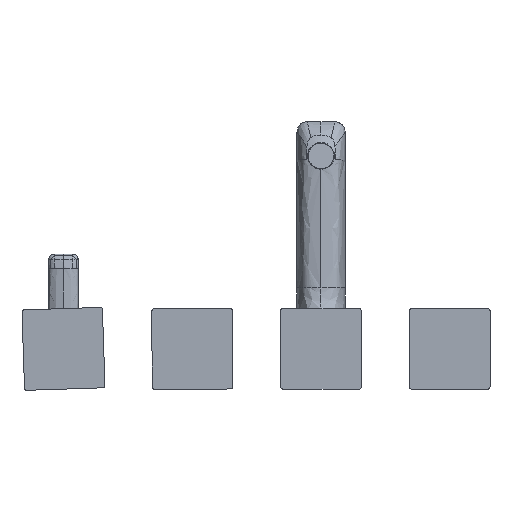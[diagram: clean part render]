
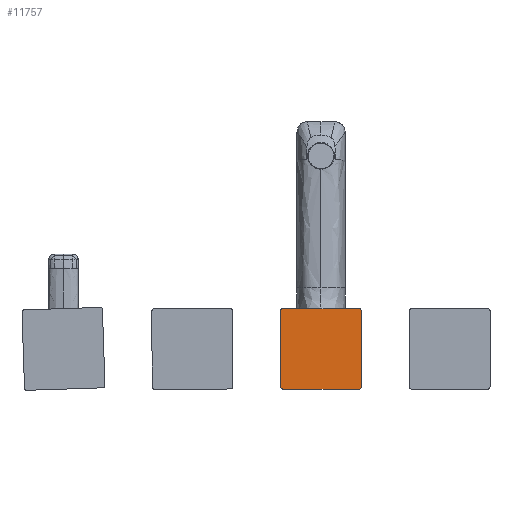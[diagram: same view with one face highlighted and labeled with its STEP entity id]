
A CAD part, front view. The second image highlights one B-rep face of the part: STEP entity #11757.
In plain terms, the highlighted planar face has unit normal (0, -1, 0).
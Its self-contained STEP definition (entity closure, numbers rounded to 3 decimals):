
#50 = CARTESIAN_POINT ( 'NONE',  ( 0., -12., -37.5 ) ) ;
#240 = LINE ( 'NONE', #17434, #21177 ) ;
#283 = CARTESIAN_POINT ( 'NONE',  ( -37.5, -12., -36.672 ) ) ;
#3023 = ORIENTED_EDGE ( 'NONE', *, *, #9184, .F. ) ;
#3251 = EDGE_CURVE ( 'NONE', #6043, #11923, #11618, .T. ) ;
#4584 = PLANE ( 'NONE',  #20764 ) ;
#4886 = CARTESIAN_POINT ( 'NONE',  ( -36.672, -12., 37.5 ) ) ;
#5653 = LINE ( 'NONE', #6208, #17624 ) ;
#6043 = VERTEX_POINT ( 'NONE', #13797 ) ;
#6208 = CARTESIAN_POINT ( 'NONE',  ( -37.5, -12., 0. ) ) ;
#6522 = DIRECTION ( 'NONE',  ( 0., 0., -1. ) ) ;
#6556 = ORIENTED_EDGE ( 'NONE', *, *, #8476, .F. ) ;
#7020 = CARTESIAN_POINT ( 'NONE',  ( 36.672, -12., 37.5 ) ) ;
#7136 = VERTEX_POINT ( 'NONE', #11112 ) ;
#7226 = CARTESIAN_POINT ( 'NONE',  ( 37.5, -12., 35.501 ) ) ;
#7503 = CARTESIAN_POINT ( 'NONE',  ( 35.501, -12., -37.5 ) ) ;
#8476 = EDGE_CURVE ( 'NONE', #15330, #9424, #19443, .T. ) ;
#8628 = CARTESIAN_POINT ( 'NONE',  ( -35.501, -12., -37.5 ) ) ;
#8634 =( BOUNDED_CURVE ( )  B_SPLINE_CURVE ( 3, ( #8628, #19645, #283, #23941 ),
 .UNSPECIFIED., .F., .T. ) 
 B_SPLINE_CURVE_WITH_KNOTS ( ( 4, 4 ),
 ( 2.357, 3.926 ),
 .UNSPECIFIED. ) 
 CURVE ( )  GEOMETRIC_REPRESENTATION_ITEM ( )  RATIONAL_B_SPLINE_CURVE ( ( 1., 0.805, 0.805, 1. ) ) 
 REPRESENTATION_ITEM ( '' )  );
#9184 = EDGE_CURVE ( 'NONE', #11923, #17880, #240, .T. ) ;
#9309 = CARTESIAN_POINT ( 'NONE',  ( -37.5, -12., 36.672 ) ) ;
#9424 = VERTEX_POINT ( 'NONE', #21027 ) ;
#9673 = CARTESIAN_POINT ( 'NONE',  ( -35.501, -12., -37.5 ) ) ;
#9790 = VECTOR ( 'NONE', #10695, 1000. ) ;
#10695 = DIRECTION ( 'NONE',  ( -1., 0., 0. ) ) ;
#11112 = CARTESIAN_POINT ( 'NONE',  ( -37.5, -12., -35.501 ) ) ;
#11618 =( BOUNDED_CURVE ( )  B_SPLINE_CURVE ( 3, ( #20341, #7020, #13640, #7226 ),
 .UNSPECIFIED., .F., .T. ) 
 B_SPLINE_CURVE_WITH_KNOTS ( ( 4, 4 ),
 ( 2.357, 3.926 ),
 .UNSPECIFIED. ) 
 CURVE ( )  GEOMETRIC_REPRESENTATION_ITEM ( )  RATIONAL_B_SPLINE_CURVE ( ( 1., 0.805, 0.805, 1. ) ) 
 REPRESENTATION_ITEM ( '' )  );
#11757 = ADVANCED_FACE ( 'NONE', ( #25563 ), #4584, .F. ) ;
#11798 = EDGE_CURVE ( 'NONE', #19195, #7136, #8634, .T. ) ;
#11923 = VERTEX_POINT ( 'NONE', #17431 ) ;
#13640 = CARTESIAN_POINT ( 'NONE',  ( 37.5, -12., 36.672 ) ) ;
#13797 = CARTESIAN_POINT ( 'NONE',  ( 35.501, -12., 37.5 ) ) ;
#14029 = CARTESIAN_POINT ( 'NONE',  ( 35.501, -12., -37.5 ) ) ;
#15330 = VERTEX_POINT ( 'NONE', #19149 ) ;
#15420 = DIRECTION ( 'NONE',  ( 0., 0., 1. ) ) ;
#15712 = CARTESIAN_POINT ( 'NONE',  ( -37.5, -12., 35.501 ) ) ;
#15960 = ORIENTED_EDGE ( 'NONE', *, *, #11798, .F. ) ;
#16027 = CARTESIAN_POINT ( 'NONE',  ( 36.672, -12., -37.5 ) ) ;
#16393 = ORIENTED_EDGE ( 'NONE', *, *, #21196, .F. ) ;
#17431 = CARTESIAN_POINT ( 'NONE',  ( 37.5, -12., 35.501 ) ) ;
#17434 = CARTESIAN_POINT ( 'NONE',  ( 37.5, -12., 0. ) ) ;
#17514 = LINE ( 'NONE', #50, #24017 ) ;
#17624 = VECTOR ( 'NONE', #23536, 1000. ) ;
#17814 = DIRECTION ( 'NONE',  ( 0., 1., 0. ) ) ;
#17880 = VERTEX_POINT ( 'NONE', #19228 ) ;
#17965 = ORIENTED_EDGE ( 'NONE', *, *, #25406, .T. ) ;
#18117 = CARTESIAN_POINT ( 'NONE',  ( -35.501, -12., 37.5 ) ) ;
#19135 = CARTESIAN_POINT ( 'NONE',  ( 0., -12., 37.5 ) ) ;
#19149 = CARTESIAN_POINT ( 'NONE',  ( -37.5, -12., 35.501 ) ) ;
#19195 = VERTEX_POINT ( 'NONE', #9673 ) ;
#19228 = CARTESIAN_POINT ( 'NONE',  ( 37.5, -12., -35.501 ) ) ;
#19421 = ORIENTED_EDGE ( 'NONE', *, *, #3251, .F. ) ;
#19443 =( BOUNDED_CURVE ( )  B_SPLINE_CURVE ( 3, ( #15712, #9309, #4886, #18117 ),
 .UNSPECIFIED., .F., .T. ) 
 B_SPLINE_CURVE_WITH_KNOTS ( ( 4, 4 ),
 ( 2.357, 3.926 ),
 .UNSPECIFIED. ) 
 CURVE ( )  GEOMETRIC_REPRESENTATION_ITEM ( )  RATIONAL_B_SPLINE_CURVE ( ( 1., 0.805, 0.805, 1. ) ) 
 REPRESENTATION_ITEM ( '' )  );
#19521 = EDGE_CURVE ( 'NONE', #6043, #9424, #27936, .T. ) ;
#19645 = CARTESIAN_POINT ( 'NONE',  ( -36.672, -12., -37.5 ) ) ;
#19690 = ORIENTED_EDGE ( 'NONE', *, *, #19521, .T. ) ;
#19736 =( BOUNDED_CURVE ( )  B_SPLINE_CURVE ( 3, ( #20251, #20636, #16027, #14029 ),
 .UNSPECIFIED., .F., .T. ) 
 B_SPLINE_CURVE_WITH_KNOTS ( ( 4, 4 ),
 ( 2.357, 3.926 ),
 .UNSPECIFIED. ) 
 CURVE ( )  GEOMETRIC_REPRESENTATION_ITEM ( )  RATIONAL_B_SPLINE_CURVE ( ( 1., 0.805, 0.805, 1. ) ) 
 REPRESENTATION_ITEM ( '' )  );
#20251 = CARTESIAN_POINT ( 'NONE',  ( 37.5, -12., -35.501 ) ) ;
#20341 = CARTESIAN_POINT ( 'NONE',  ( 35.501, -12., 37.5 ) ) ;
#20636 = CARTESIAN_POINT ( 'NONE',  ( 37.5, -12., -36.672 ) ) ;
#20764 = AXIS2_PLACEMENT_3D ( 'NONE', #26135, #17814, #15420 ) ;
#21027 = CARTESIAN_POINT ( 'NONE',  ( -35.501, -12., 37.5 ) ) ;
#21080 = ORIENTED_EDGE ( 'NONE', *, *, #25699, .F. ) ;
#21177 = VECTOR ( 'NONE', #6522, 1000. ) ;
#21196 = EDGE_CURVE ( 'NONE', #7136, #15330, #5653, .T. ) ;
#22195 = VERTEX_POINT ( 'NONE', #7503 ) ;
#22884 = EDGE_LOOP ( 'NONE', ( #21080, #3023, #19421, #19690, #6556, #16393, #15960, #17965 ) ) ;
#23536 = DIRECTION ( 'NONE',  ( 0., 0., 1. ) ) ;
#23941 = CARTESIAN_POINT ( 'NONE',  ( -37.5, -12., -35.501 ) ) ;
#24017 = VECTOR ( 'NONE', #24178, 1000. ) ;
#24178 = DIRECTION ( 'NONE',  ( 1., 0., 0. ) ) ;
#25406 = EDGE_CURVE ( 'NONE', #19195, #22195, #17514, .T. ) ;
#25563 = FACE_OUTER_BOUND ( 'NONE', #22884, .T. ) ;
#25699 = EDGE_CURVE ( 'NONE', #17880, #22195, #19736, .T. ) ;
#26135 = CARTESIAN_POINT ( 'NONE',  ( 0., -12., 0. ) ) ;
#27936 = LINE ( 'NONE', #19135, #9790 ) ;
